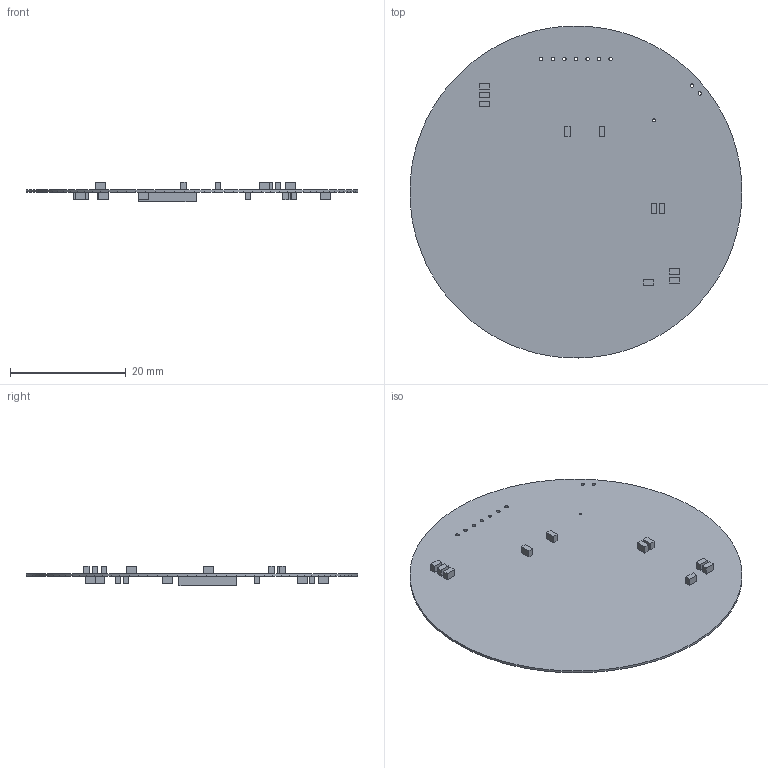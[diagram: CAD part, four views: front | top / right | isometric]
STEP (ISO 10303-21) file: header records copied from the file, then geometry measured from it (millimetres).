
FILE_DESCRIPTION(('Open CASCADE Model'),'2;1');
FILE_NAME('Open CASCADE Shape Model','2015-12-13T12:03:05',('Author'),( 'Open CASCADE'),'Open CASCADE STEP processor 6.2','Open CASCADE 6.2' ,'Unknown');
FILE_SCHEMA(('AUTOMOTIVE_DESIGN { 1 0 10303 214 1 1 1 1 }'));
Length unit declared in the file: millimetre
Products named in the file (30): PCB; Board; C1; 1157274144; Extruded; C2; C3; 1157297952; C6; C8; C9; C10; C11; C12; C13; C14; C15; C16; C21; C22; C23; C24; C32; C33; C34; C38; U1; 1442386560
Assembly tree (48 placements, depth 4):
  PCB
    Board
    C1
      1157274144
        Extruded
    C2
      1157274144
        Extruded
    C3
      1157297952
        Extruded
    C6
      1157297952
        Extruded
    C8
      1157274144
        Extruded
    C9
      1157297952
        Extruded
    C10
      1157297952
        Extruded
    C11
      1157274144
        Extruded
    C12
      1157274144
        Extruded
    C13
      1157274144
        Extruded
    C14
      1157274144
        Extruded
    C15
      1157297952
        Extruded
    C16
      1157297952
        Extruded
    C21
      1157297952
        Extruded
    C22
      1157297952
        Extruded
    C23
      1157274144
        Extruded
    C24
      1157274144
        Extruded
    C32
      1157297952
        Extruded
    C33
      1157274144
        Extruded
    C34
Bounding box: 57.39 x 57.39 x 3.3 mm (x, y, z)
Volume: 1242.2 mm3; surface area: 5727.9 mm2
Topology: 23 solids, 23 shells, 249 faces, 609 edges, 406 vertices
Faces by surface type: plane 239, cylinder 10
Full cylindrical faces by diameter (mm): 0.5 x1, 0.6 x9
Entity records: 10068 total; most frequent: CARTESIAN_POINT 1701, DIRECTION 1511, LINE 1103, VECTOR 1103, ORIENTED_EDGE 762, PCURVE 762, DEFINITIONAL_REPRESENTATION 762, EDGE_CURVE 381
